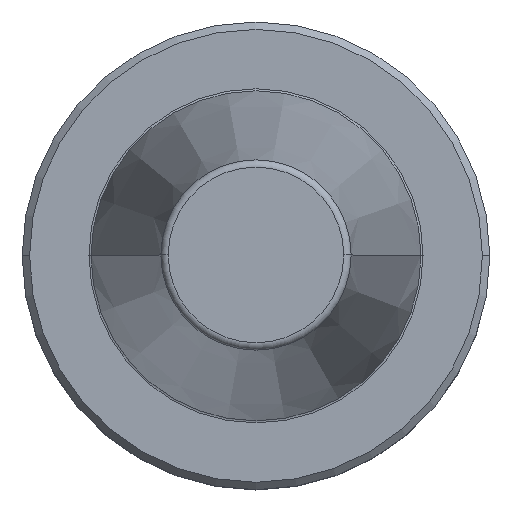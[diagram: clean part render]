
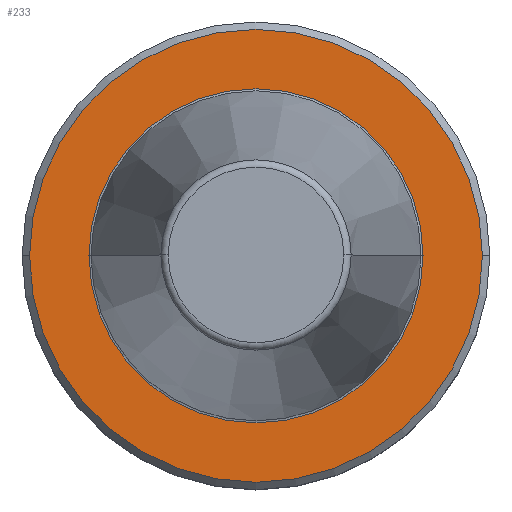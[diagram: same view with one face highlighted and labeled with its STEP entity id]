
A CAD part, top view. The second image highlights one B-rep face of the part: STEP entity #233.
In plain terms, the highlighted planar face has unit normal (0, 0, 1).
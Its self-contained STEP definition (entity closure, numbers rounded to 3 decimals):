
#33 = PLANE ( 'NONE',  #323 ) ;
#82 = DIRECTION ( 'NONE',  ( -1., 0., 0. ) ) ;
#83 = CARTESIAN_POINT ( 'NONE',  ( 0., 0., -2. ) ) ;
#90 = VERTEX_POINT ( 'NONE', #143 ) ;
#143 = CARTESIAN_POINT ( 'NONE',  ( 30.5, 0., -2. ) ) ;
#173 = CARTESIAN_POINT ( 'NONE',  ( 22.5, 0., -2. ) ) ;
#187 = DIRECTION ( 'NONE',  ( 0., 0., 1. ) ) ;
#191 = EDGE_CURVE ( 'NONE', #845, #997, #752, .T. ) ;
#207 = FACE_OUTER_BOUND ( 'NONE', #643, .T. ) ;
#211 = DIRECTION ( 'NONE',  ( 0., 0., 1. ) ) ;
#233 = ADVANCED_FACE ( 'NONE', ( #324, #207 ), #33, .F. ) ;
#245 = ORIENTED_EDGE ( 'NONE', *, *, #705, .T. ) ;
#247 = ORIENTED_EDGE ( 'NONE', *, *, #565, .T. ) ;
#278 = CIRCLE ( 'NONE', #560, 30.5 ) ;
#287 = DIRECTION ( 'NONE',  ( 1., 0., 0. ) ) ;
#308 = ORIENTED_EDGE ( 'NONE', *, *, #707, .F. ) ;
#323 = AXIS2_PLACEMENT_3D ( 'NONE', #734, #899, #82 ) ;
#324 = FACE_BOUND ( 'NONE', #912, .T. ) ;
#358 = CIRCLE ( 'NONE', #685, 22.5 ) ;
#372 = DIRECTION ( 'NONE',  ( 1., 0., 0. ) ) ;
#455 = CARTESIAN_POINT ( 'NONE',  ( 0., 0., -2. ) ) ;
#516 = DIRECTION ( 'NONE',  ( 1., 0., 0. ) ) ;
#560 = AXIS2_PLACEMENT_3D ( 'NONE', #455, #701, #372 ) ;
#565 = EDGE_CURVE ( 'NONE', #642, #90, #909, .T. ) ;
#581 = CARTESIAN_POINT ( 'NONE',  ( 0., 0., -2. ) ) ;
#597 = DIRECTION ( 'NONE',  ( 1., 0., 0. ) ) ;
#642 = VERTEX_POINT ( 'NONE', #740 ) ;
#643 = EDGE_LOOP ( 'NONE', ( #247, #245 ) ) ;
#685 = AXIS2_PLACEMENT_3D ( 'NONE', #83, #211, #597 ) ;
#701 = DIRECTION ( 'NONE',  ( 0., 0., 1. ) ) ;
#702 = AXIS2_PLACEMENT_3D ( 'NONE', #745, #187, #287 ) ;
#705 = EDGE_CURVE ( 'NONE', #90, #642, #278, .T. ) ;
#707 = EDGE_CURVE ( 'NONE', #997, #845, #358, .T. ) ;
#734 = CARTESIAN_POINT ( 'NONE',  ( 0., 30.5, -2. ) ) ;
#740 = CARTESIAN_POINT ( 'NONE',  ( -30.5, 0., -2. ) ) ;
#745 = CARTESIAN_POINT ( 'NONE',  ( 0., 0., -2. ) ) ;
#752 = CIRCLE ( 'NONE', #811, 22.5 ) ;
#811 = AXIS2_PLACEMENT_3D ( 'NONE', #581, #812, #516 ) ;
#812 = DIRECTION ( 'NONE',  ( 0., 0., 1. ) ) ;
#840 = CARTESIAN_POINT ( 'NONE',  ( -22.5, 0., -2. ) ) ;
#845 = VERTEX_POINT ( 'NONE', #173 ) ;
#862 = ORIENTED_EDGE ( 'NONE', *, *, #191, .F. ) ;
#899 = DIRECTION ( 'NONE',  ( 0., 0., -1. ) ) ;
#909 = CIRCLE ( 'NONE', #702, 30.5 ) ;
#912 = EDGE_LOOP ( 'NONE', ( #862, #308 ) ) ;
#997 = VERTEX_POINT ( 'NONE', #840 ) ;
